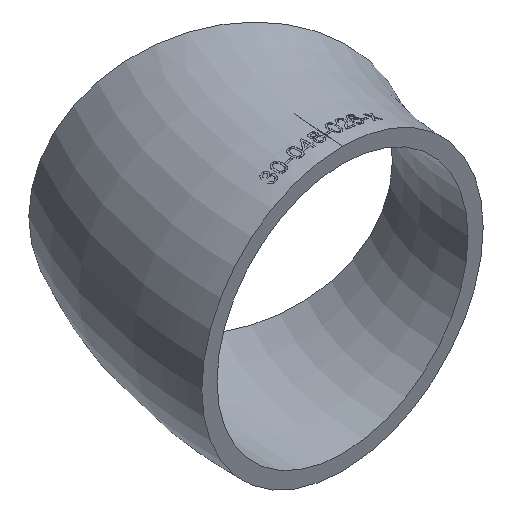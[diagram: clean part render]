
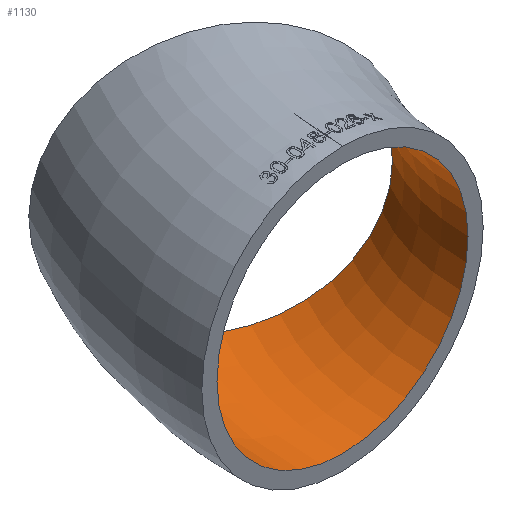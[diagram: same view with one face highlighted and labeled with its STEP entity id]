
A CAD part, isometric view. The second image highlights one B-rep face of the part: STEP entity #1130.
In plain terms, the highlighted toroidal (fillet/blend) face has major radius 57 mm and minor radius 21.55 mm.
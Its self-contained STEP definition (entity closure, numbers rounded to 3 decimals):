
#744 = EDGE_LOOP ( 'NONE', ( #15511 ) ) ;
#1089 = EDGE_CURVE ( 'NONE', #1675, #1675, #12364, .T. ) ;
#1130 = ADVANCED_FACE ( 'NONE', ( #18292, #10589 ), #13928, .F. ) ;
#1675 = VERTEX_POINT ( 'NONE', #7642 ) ;
#1778 = VERTEX_POINT ( 'NONE', #13640 ) ;
#2483 = EDGE_LOOP ( 'NONE', ( #4029 ) ) ;
#3334 = DIRECTION ( 'NONE',  ( 0., 0., -1. ) ) ;
#4029 = ORIENTED_EDGE ( 'NONE', *, *, #9506, .T. ) ;
#6180 = CARTESIAN_POINT ( 'NONE',  ( 0., 0., 0. ) ) ;
#7642 = CARTESIAN_POINT ( 'NONE',  ( -57., 0., 21.55 ) ) ;
#9506 = EDGE_CURVE ( 'NONE', #1778, #1778, #11515, .T. ) ;
#10589 = FACE_OUTER_BOUND ( 'NONE', #744, .T. ) ;
#10878 = DIRECTION ( 'NONE',  ( 0., 1., 0. ) ) ;
#11515 = CIRCLE ( 'NONE', #17198, 21.55 ) ;
#12364 = CIRCLE ( 'NONE', #15806, 21.55 ) ;
#12992 = AXIS2_PLACEMENT_3D ( 'NONE', #6180, #3334, #16709 ) ;
#13640 = CARTESIAN_POINT ( 'NONE',  ( -68.026, 39.275, 0. ) ) ;
#13928 = TOROIDAL_SURFACE ( 'NONE', #12992, 57., 21.55 ) ;
#15417 = DIRECTION ( 'NONE',  ( -0.866, 0.5, 0. ) ) ;
#15511 = ORIENTED_EDGE ( 'NONE', *, *, #1089, .F. ) ;
#15806 = AXIS2_PLACEMENT_3D ( 'NONE', #19197, #10878, #16907 ) ;
#16212 = CARTESIAN_POINT ( 'NONE',  ( -49.363, 28.5, 0. ) ) ;
#16709 = DIRECTION ( 'NONE',  ( -1., 0., 0. ) ) ;
#16907 = DIRECTION ( 'NONE',  ( 0., 0., 1. ) ) ;
#16999 = DIRECTION ( 'NONE',  ( 0.5, 0.866, 0. ) ) ;
#17198 = AXIS2_PLACEMENT_3D ( 'NONE', #16212, #16999, #15417 ) ;
#18292 = FACE_OUTER_BOUND ( 'NONE', #2483, .T. ) ;
#19197 = CARTESIAN_POINT ( 'NONE',  ( -57., 0., 0. ) ) ;
